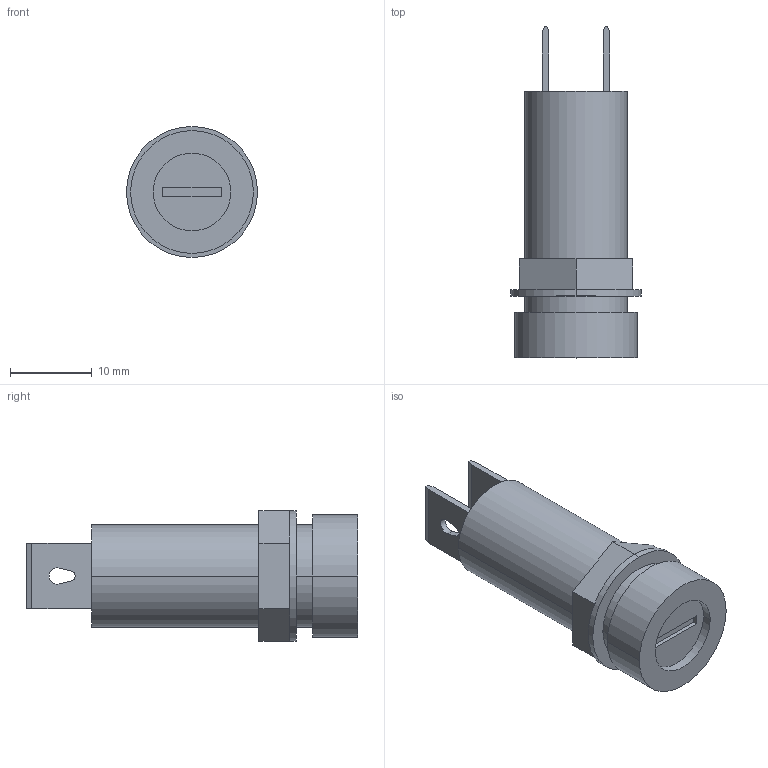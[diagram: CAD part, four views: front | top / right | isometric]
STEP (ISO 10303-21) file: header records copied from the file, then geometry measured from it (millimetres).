
FILE_DESCRIPTION(('FreeCAD Model'),'2;1');
FILE_NAME('MARS-Chassie-mounted_Fuse_holder.stp','2020-05-09T19:49:04',( 'Author'),(''),'Open CASCADE STEP processor 6.9','FreeCAD','Unknown' );
FILE_SCHEMA(('AUTOMOTIVE_DESIGN { 1 0 10303 214 1 1 1 1 }'));
Length unit declared in the file: millimetre
Products named in the file (1): 0000275456
Bounding box: 16 x 40.55 x 16 mm (x, y, z)
Volume: 4526.3 mm3; surface area: 2184.5 mm2
Topology: 1 solids, 1 shells, 55 faces, 124 edges, 78 vertices
Faces by surface type: plane 41, cylinder 14
Entity records: 3642 total; most frequent: CARTESIAN_POINT 638, DIRECTION 506, LINE 304, VECTOR 304, ORIENTED_EDGE 248, PCURVE 248, DEFINITIONAL_REPRESENTATION 248, EDGE_CURVE 124
